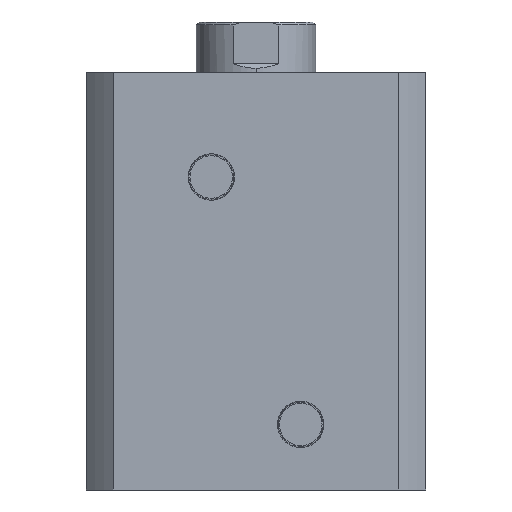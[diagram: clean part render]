
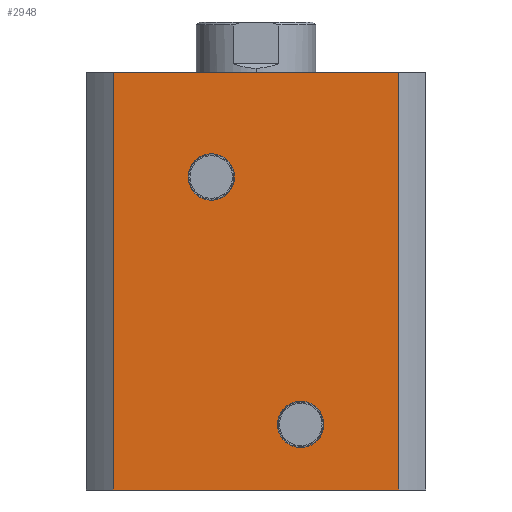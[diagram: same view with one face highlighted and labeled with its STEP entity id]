
A CAD part, left-side view. The second image highlights one B-rep face of the part: STEP entity #2948.
In plain terms, the highlighted planar face has unit normal (-1, 0, 0).
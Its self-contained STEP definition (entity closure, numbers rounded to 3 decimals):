
#477 = DIRECTION ( 'NONE',  ( 0., 0., -1. ) ) ;
#485 = CARTESIAN_POINT ( 'NONE',  ( -57., 47.971, 140. ) ) ;
#499 = CARTESIAN_POINT ( 'NONE',  ( -57., 0., 0. ) ) ;
#500 = DIRECTION ( 'NONE',  ( 0., -1., 0. ) ) ;
#501 = CARTESIAN_POINT ( 'NONE',  ( -57., -15., 22. ) ) ;
#502 = DIRECTION ( 'NONE',  ( -1., 0., 0. ) ) ;
#503 = DIRECTION ( 'NONE',  ( 0., 0., 1. ) ) ;
#505 = CARTESIAN_POINT ( 'NONE',  ( -57., 0., 140. ) ) ;
#506 = CARTESIAN_POINT ( 'NONE',  ( -57., 15., 105. ) ) ;
#507 = DIRECTION ( 'NONE',  ( -1., 0., 0. ) ) ;
#508 = DIRECTION ( 'NONE',  ( 0., 0., 1. ) ) ;
#509 = CARTESIAN_POINT ( 'NONE',  ( -57., -47.971, 140. ) ) ;
#511 = DIRECTION ( 'NONE',  ( 0., 0., -1. ) ) ;
#512 = DIRECTION ( 'NONE',  ( 0., -1., 0. ) ) ;
#677 = CARTESIAN_POINT ( 'NONE',  ( -57., 15., 112.797 ) ) ;
#678 = CARTESIAN_POINT ( 'NONE',  ( -57., 15., 97.203 ) ) ;
#680 = CARTESIAN_POINT ( 'NONE',  ( -57., -15., 14.203 ) ) ;
#687 = CARTESIAN_POINT ( 'NONE',  ( -57., -15., 29.797 ) ) ;
#747 = CARTESIAN_POINT ( 'NONE',  ( -57., 47.971, 140. ) ) ;
#824 = EDGE_LOOP ( 'NONE', ( #2088, #2089 ) ) ;
#1039 = DIRECTION ( 'NONE',  ( 1., 0., 0. ) ) ;
#1044 = CARTESIAN_POINT ( 'NONE',  ( -57., 0., 140. ) ) ;
#1046 = PLANE ( 'NONE',  #2266 ) ;
#1048 = DIRECTION ( 'NONE',  ( 0., 1., 0. ) ) ;
#1259 = CARTESIAN_POINT ( 'NONE',  ( -57., -47.971, 0. ) ) ;
#1288 = CARTESIAN_POINT ( 'NONE',  ( -57., -47.971, 140. ) ) ;
#1300 = CARTESIAN_POINT ( 'NONE',  ( -57., 47.971, 0. ) ) ;
#1443 = AXIS2_PLACEMENT_3D ( 'NONE', #1899, #1898, #1897 ) ;
#1447 = AXIS2_PLACEMENT_3D ( 'NONE', #1932, #1931, #1930 ) ;
#1547 = EDGE_CURVE ( 'NONE', #1989, #1996, #2342, .T. ) ;
#1555 = EDGE_CURVE ( 'NONE', #1987, #1986, #2355, .T. ) ;
#1682 = EDGE_CURVE ( 'NONE', #2312, #3631, #2574, .T. ) ;
#1684 = EDGE_CURVE ( 'NONE', #1996, #1989, #2577, .T. ) ;
#1685 = EDGE_CURVE ( 'NONE', #1986, #1987, #2578, .T. ) ;
#1686 = EDGE_CURVE ( 'NONE', #3631, #3194, #2579, .T. ) ;
#1687 = EDGE_CURVE ( 'NONE', #3616, #3194, #2580, .T. ) ;
#1688 = EDGE_CURVE ( 'NONE', #2312, #3616, #2575, .T. ) ;
#1897 = DIRECTION ( 'NONE',  ( 0., 0., 1. ) ) ;
#1898 = DIRECTION ( 'NONE',  ( -1., 0., 0. ) ) ;
#1899 = CARTESIAN_POINT ( 'NONE',  ( -57., 15., 105. ) ) ;
#1930 = DIRECTION ( 'NONE',  ( 0., 0., 1. ) ) ;
#1931 = DIRECTION ( 'NONE',  ( -1., 0., 0. ) ) ;
#1932 = CARTESIAN_POINT ( 'NONE',  ( -57., -15., 22. ) ) ;
#1986 = VERTEX_POINT ( 'NONE', #677 ) ;
#1987 = VERTEX_POINT ( 'NONE', #678 ) ;
#1989 = VERTEX_POINT ( 'NONE', #680 ) ;
#1996 = VERTEX_POINT ( 'NONE', #687 ) ;
#2086 = ORIENTED_EDGE ( 'NONE', *, *, #1684, .F. ) ;
#2087 = ORIENTED_EDGE ( 'NONE', *, *, #1547, .F. ) ;
#2088 = ORIENTED_EDGE ( 'NONE', *, *, #1685, .F. ) ;
#2089 = ORIENTED_EDGE ( 'NONE', *, *, #1555, .F. ) ;
#2090 = ORIENTED_EDGE ( 'NONE', *, *, #1686, .T. ) ;
#2091 = ORIENTED_EDGE ( 'NONE', *, *, #1687, .F. ) ;
#2092 = ORIENTED_EDGE ( 'NONE', *, *, #1688, .F. ) ;
#2093 = ORIENTED_EDGE ( 'NONE', *, *, #1682, .T. ) ;
#2266 = AXIS2_PLACEMENT_3D ( 'NONE', #1044, #1039, #1048 ) ;
#2312 = VERTEX_POINT ( 'NONE', #747 ) ;
#2342 = CIRCLE ( 'NONE', #1447, 7.797 ) ;
#2355 = CIRCLE ( 'NONE', #1443, 7.797 ) ;
#2574 = LINE ( 'NONE', #485, #2576 ) ;
#2575 = LINE ( 'NONE', #505, #2585 ) ;
#2576 = VECTOR ( 'NONE', #477, 1000. ) ;
#2577 = CIRCLE ( 'NONE', #3319, 7.797 ) ;
#2578 = CIRCLE ( 'NONE', #3318, 7.797 ) ;
#2579 = LINE ( 'NONE', #499, #2581 ) ;
#2580 = LINE ( 'NONE', #509, #2583 ) ;
#2581 = VECTOR ( 'NONE', #500, 1000. ) ;
#2583 = VECTOR ( 'NONE', #511, 1000. ) ;
#2585 = VECTOR ( 'NONE', #512, 1000. ) ;
#2773 = FACE_OUTER_BOUND ( 'NONE', #3261, .T. ) ;
#2791 = FACE_BOUND ( 'NONE', #3275, .T. ) ;
#2794 = FACE_BOUND ( 'NONE', #824, .T. ) ;
#2948 = ADVANCED_FACE ( 'NONE', ( #2791, #2794, #2773 ), #1046, .F. ) ;
#3194 = VERTEX_POINT ( 'NONE', #1259 ) ;
#3261 = EDGE_LOOP ( 'NONE', ( #2090, #2091, #2092, #2093 ) ) ;
#3275 = EDGE_LOOP ( 'NONE', ( #2086, #2087 ) ) ;
#3318 = AXIS2_PLACEMENT_3D ( 'NONE', #506, #507, #508 ) ;
#3319 = AXIS2_PLACEMENT_3D ( 'NONE', #501, #502, #503 ) ;
#3616 = VERTEX_POINT ( 'NONE', #1288 ) ;
#3631 = VERTEX_POINT ( 'NONE', #1300 ) ;
